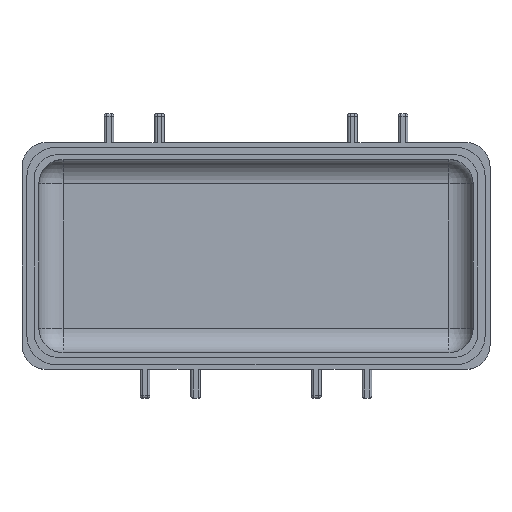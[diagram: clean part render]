
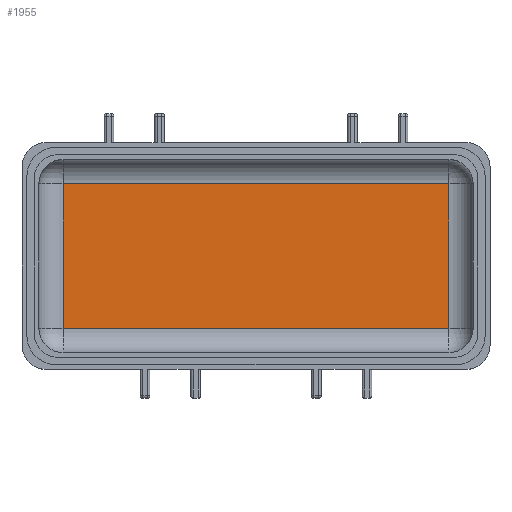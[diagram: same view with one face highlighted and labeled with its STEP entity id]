
A CAD part, top view. The second image highlights one B-rep face of the part: STEP entity #1955.
In plain terms, the highlighted planar face has unit normal (0, 0, 1).
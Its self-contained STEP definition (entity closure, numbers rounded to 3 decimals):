
#147 = CARTESIAN_POINT ( 'NONE',  ( 0., 0., 3. ) ) ;
#351 = VERTEX_POINT ( 'NONE', #1476 ) ;
#439 = VERTEX_POINT ( 'NONE', #5601 ) ;
#509 = CARTESIAN_POINT ( 'NONE',  ( 80., 40., 3. ) ) ;
#679 = CARTESIAN_POINT ( 'NONE',  ( 90., -30., 3. ) ) ;
#1126 = VECTOR ( 'NONE', #2302, 1000. ) ;
#1173 = CARTESIAN_POINT ( 'NONE',  ( -80., -30., 3. ) ) ;
#1439 = EDGE_CURVE ( 'NONE', #2128, #351, #3271, .T. ) ;
#1476 = CARTESIAN_POINT ( 'NONE',  ( 80., -30., 3. ) ) ;
#1484 = CARTESIAN_POINT ( 'NONE',  ( -90., 30., 3. ) ) ;
#1493 = FACE_OUTER_BOUND ( 'NONE', #3951, .T. ) ;
#1518 = PLANE ( 'NONE',  #1542 ) ;
#1529 = VECTOR ( 'NONE', #3275, 1000. ) ;
#1542 = AXIS2_PLACEMENT_3D ( 'NONE', #147, #4710, #5128 ) ;
#1894 = EDGE_CURVE ( 'NONE', #439, #2128, #4234, .T. ) ;
#1955 = ADVANCED_FACE ( 'NONE', ( #1493 ), #1518, .T. ) ;
#1956 = LINE ( 'NONE', #1484, #1529 ) ;
#1993 = DIRECTION ( 'NONE',  ( 0., -1., 0. ) ) ;
#2128 = VERTEX_POINT ( 'NONE', #1173 ) ;
#2302 = DIRECTION ( 'NONE',  ( 0., 1., 0. ) ) ;
#2638 = EDGE_CURVE ( 'NONE', #351, #3712, #4634, .T. ) ;
#3130 = VECTOR ( 'NONE', #1993, 1000. ) ;
#3271 = LINE ( 'NONE', #679, #4645 ) ;
#3275 = DIRECTION ( 'NONE',  ( -1., 0., 0. ) ) ;
#3396 = CARTESIAN_POINT ( 'NONE',  ( 80., 30., 3. ) ) ;
#3589 = ORIENTED_EDGE ( 'NONE', *, *, #2638, .T. ) ;
#3690 = ORIENTED_EDGE ( 'NONE', *, *, #1439, .T. ) ;
#3712 = VERTEX_POINT ( 'NONE', #3396 ) ;
#3905 = EDGE_CURVE ( 'NONE', #3712, #439, #1956, .T. ) ;
#3951 = EDGE_LOOP ( 'NONE', ( #5566, #5491, #3690, #3589 ) ) ;
#4234 = LINE ( 'NONE', #5507, #3130 ) ;
#4634 = LINE ( 'NONE', #509, #1126 ) ;
#4645 = VECTOR ( 'NONE', #4693, 1000. ) ;
#4693 = DIRECTION ( 'NONE',  ( 1., 0., 0. ) ) ;
#4710 = DIRECTION ( 'NONE',  ( 0., 0., 1. ) ) ;
#5128 = DIRECTION ( 'NONE',  ( 1., 0., 0. ) ) ;
#5491 = ORIENTED_EDGE ( 'NONE', *, *, #1894, .T. ) ;
#5507 = CARTESIAN_POINT ( 'NONE',  ( -80., -40., 3. ) ) ;
#5566 = ORIENTED_EDGE ( 'NONE', *, *, #3905, .T. ) ;
#5601 = CARTESIAN_POINT ( 'NONE',  ( -80., 30., 3. ) ) ;
